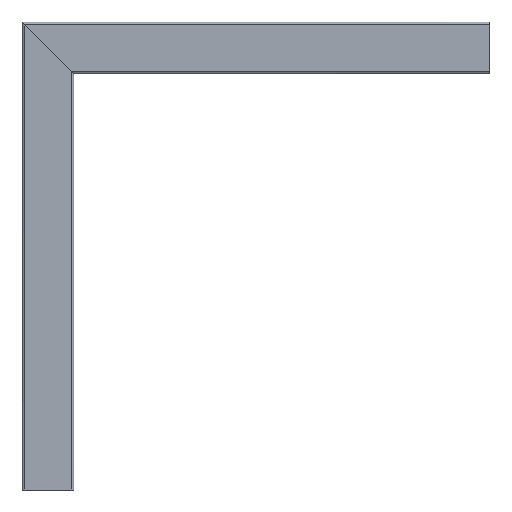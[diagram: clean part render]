
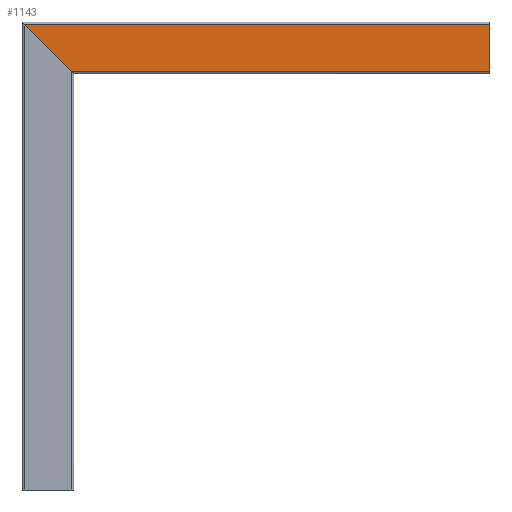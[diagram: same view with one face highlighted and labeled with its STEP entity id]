
A CAD part, front view. The second image highlights one B-rep face of the part: STEP entity #1143.
In plain terms, the highlighted planar face has unit normal (0, -1, 0).
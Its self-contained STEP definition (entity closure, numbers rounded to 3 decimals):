
#113 = DIRECTION ( 'NONE',  ( 0., 0., 1. ) ) ;
#152 = CARTESIAN_POINT ( 'NONE',  ( -21.215, -0.8, -399. ) ) ;
#189 = ORIENTED_EDGE ( 'NONE', *, *, #1027, .F. ) ;
#243 = VECTOR ( 'NONE', #1310, 1000. ) ;
#249 = ORIENTED_EDGE ( 'NONE', *, *, #831, .F. ) ;
#260 = LINE ( 'NONE', #406, #243 ) ;
#285 = VERTEX_POINT ( 'NONE', #698 ) ;
#317 = CARTESIAN_POINT ( 'NONE',  ( 20.215, -0.8, -400. ) ) ;
#353 = VECTOR ( 'NONE', #113, 1000. ) ;
#366 = AXIS2_PLACEMENT_3D ( 'NONE', #1356, #717, #1591 ) ;
#405 = CARTESIAN_POINT ( 'NONE',  ( -20.215, -0.8, 0. ) ) ;
#406 = CARTESIAN_POINT ( 'NONE',  ( -20.215, -0.8, 0. ) ) ;
#462 = PLANE ( 'NONE',  #366 ) ;
#506 = LINE ( 'NONE', #317, #1440 ) ;
#524 = VERTEX_POINT ( 'NONE', #405 ) ;
#527 = VERTEX_POINT ( 'NONE', #783 ) ;
#573 = LINE ( 'NONE', #152, #1217 ) ;
#698 = CARTESIAN_POINT ( 'NONE',  ( -20.215, -0.8, -398. ) ) ;
#717 = DIRECTION ( 'NONE',  ( 0., 1., 0. ) ) ;
#783 = CARTESIAN_POINT ( 'NONE',  ( 20.215, -0.8, -357.571 ) ) ;
#819 = CARTESIAN_POINT ( 'NONE',  ( -20.215, -0.8, -400. ) ) ;
#831 = EDGE_CURVE ( 'NONE', #285, #524, #1372, .T. ) ;
#861 = ORIENTED_EDGE ( 'NONE', *, *, #1108, .T. ) ;
#886 = EDGE_CURVE ( 'NONE', #524, #1117, #260, .T. ) ;
#1027 = EDGE_CURVE ( 'NONE', #527, #285, #573, .T. ) ;
#1089 = DIRECTION ( 'NONE',  ( 0., 0., 1. ) ) ;
#1108 = EDGE_CURVE ( 'NONE', #527, #1117, #506, .T. ) ;
#1117 = VERTEX_POINT ( 'NONE', #1458 ) ;
#1143 = ADVANCED_FACE ( 'NONE', ( #1369 ), #462, .F. ) ;
#1192 = ORIENTED_EDGE ( 'NONE', *, *, #886, .F. ) ;
#1217 = VECTOR ( 'NONE', #1317, 1000. ) ;
#1222 = EDGE_LOOP ( 'NONE', ( #861, #1192, #249, #189 ) ) ;
#1310 = DIRECTION ( 'NONE',  ( 1., 0., 0. ) ) ;
#1317 = DIRECTION ( 'NONE',  ( -0.707, 0., -0.707 ) ) ;
#1356 = CARTESIAN_POINT ( 'NONE',  ( -20.215, -0.8, -400. ) ) ;
#1369 = FACE_OUTER_BOUND ( 'NONE', #1222, .T. ) ;
#1372 = LINE ( 'NONE', #819, #353 ) ;
#1440 = VECTOR ( 'NONE', #1089, 1000. ) ;
#1458 = CARTESIAN_POINT ( 'NONE',  ( 20.215, -0.8, 0. ) ) ;
#1591 = DIRECTION ( 'NONE',  ( -1., 0., 0. ) ) ;
